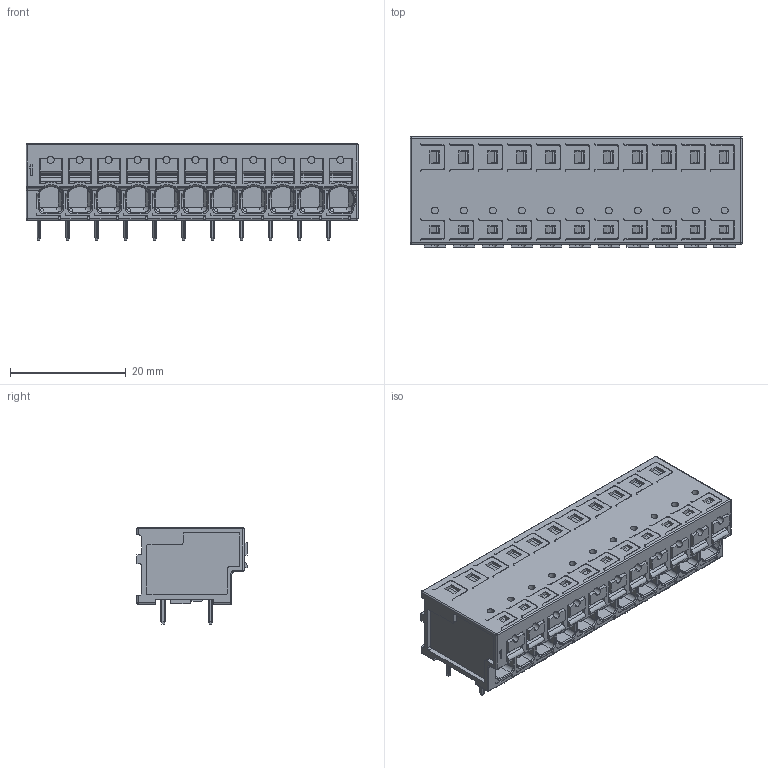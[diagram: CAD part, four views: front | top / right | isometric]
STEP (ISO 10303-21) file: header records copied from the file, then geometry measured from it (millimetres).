
FILE_DESCRIPTION(('CATIA V5 STEP Exchange','CAx-IF Rec.Pracs.--- Model Styling and Organization---1.5--- 2016-08-15','CAx-IF Rec.Pracs.---Supplemental Geometry---1.0---2011-11-01','CAx-IF Rec.Pracs.--- Composite Materials ---1.1---2010-07-15'),'2;1');
FILE_NAME ('1502647-2_1', '2025-08-27T09:57:55+00:00', ('none'), ('Weidmueller'), 'CATIA Version 5-6 Release 2024 SP4', 'CATIA V5 STEP AP214 v3', 'none');
FILE_SCHEMA(('AUTOMOTIVE_DESIGN { 1 0 10303 214 1 1 1 1 }'));
Products named in the file (1): 2913690000
Bounding box: 57.3 x 19 x 16.7 mm (x, y, z)
Volume: 10583.6 mm3; surface area: 9640.8 mm2
Topology: 1 solids, 3 shells, 3696 faces, 9908 edges, 6353 vertices
Faces by surface type: plane 2364, cylinder 860, bspline 202, extrusion 93, torus 77, cone 54, sphere 46
Entity records: 120632 total; most frequent: CARTESIAN_POINT 34971, ORIENTED_EDGE 19746, DIRECTION 12300, EDGE_CURVE 9873, VECTOR 6974, LINE 6881, VERTEX_POINT 6353, EDGE_LOOP 3976
